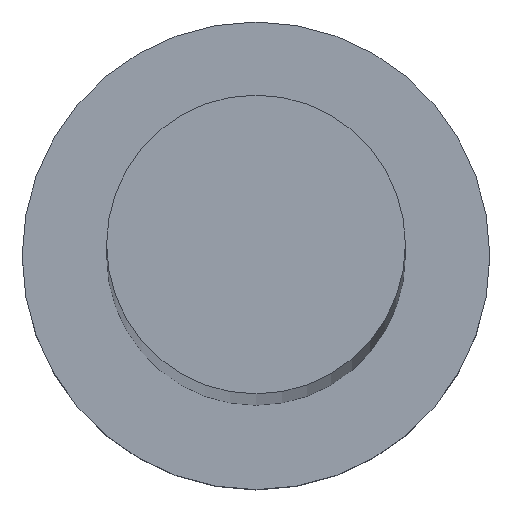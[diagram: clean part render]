
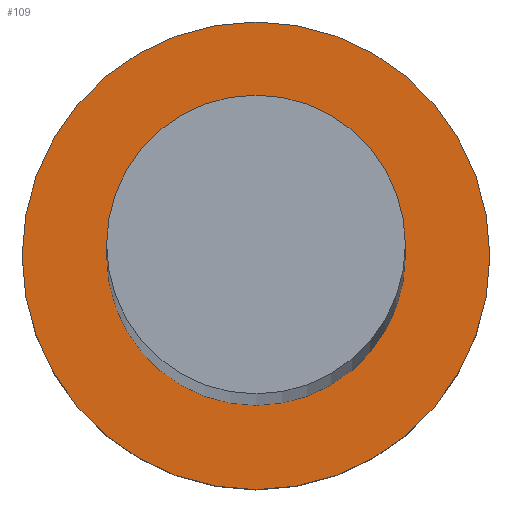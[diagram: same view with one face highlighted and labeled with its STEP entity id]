
A CAD part, top view. The second image highlights one B-rep face of the part: STEP entity #109.
In plain terms, the highlighted planar face has unit normal (0, 0, 1).
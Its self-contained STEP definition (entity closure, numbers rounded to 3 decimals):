
#11 = VERTEX_POINT ( 'NONE', #197 ) ;
#12 = DIRECTION ( 'NONE',  ( 1., 0., 0. ) ) ;
#14 = DIRECTION ( 'NONE',  ( 0., 0., 1. ) ) ;
#17 = CARTESIAN_POINT ( 'NONE',  ( 0., 0., 7. ) ) ;
#25 = CIRCLE ( 'NONE', #83, 5.75 ) ;
#32 = CARTESIAN_POINT ( 'NONE',  ( 5.75, 0., 7. ) ) ;
#35 = CIRCLE ( 'NONE', #137, 9. ) ;
#40 = ORIENTED_EDGE ( 'NONE', *, *, #238, .F. ) ;
#51 = EDGE_CURVE ( 'NONE', #208, #70, #35, .T. ) ;
#60 = FACE_OUTER_BOUND ( 'NONE', #246, .T. ) ;
#63 = CARTESIAN_POINT ( 'NONE',  ( -9., 0., 7. ) ) ;
#64 = AXIS2_PLACEMENT_3D ( 'NONE', #134, #175, #76 ) ;
#70 = VERTEX_POINT ( 'NONE', #63 ) ;
#76 = DIRECTION ( 'NONE',  ( 1., 0., 0. ) ) ;
#83 = AXIS2_PLACEMENT_3D ( 'NONE', #168, #14, #106 ) ;
#90 = DIRECTION ( 'NONE',  ( 0., 0., 1. ) ) ;
#106 = DIRECTION ( 'NONE',  ( 1., 0., 0. ) ) ;
#109 = ADVANCED_FACE ( 'NONE', ( #190, #60 ), #112, .T. ) ;
#112 = PLANE ( 'NONE',  #254 ) ;
#115 = EDGE_CURVE ( 'NONE', #70, #208, #142, .T. ) ;
#117 = CIRCLE ( 'NONE', #64, 5.75 ) ;
#120 = CARTESIAN_POINT ( 'NONE',  ( 0., 0., 7. ) ) ;
#127 = ORIENTED_EDGE ( 'NONE', *, *, #51, .T. ) ;
#134 = CARTESIAN_POINT ( 'NONE',  ( 0., 0., 7. ) ) ;
#137 = AXIS2_PLACEMENT_3D ( 'NONE', #120, #198, #160 ) ;
#142 = CIRCLE ( 'NONE', #166, 9. ) ;
#147 = VERTEX_POINT ( 'NONE', #32 ) ;
#156 = DIRECTION ( 'NONE',  ( 0., 0., 1. ) ) ;
#160 = DIRECTION ( 'NONE',  ( 1., 0., 0. ) ) ;
#162 = EDGE_CURVE ( 'NONE', #11, #147, #117, .T. ) ;
#166 = AXIS2_PLACEMENT_3D ( 'NONE', #17, #156, #12 ) ;
#168 = CARTESIAN_POINT ( 'NONE',  ( 0., 0., 7. ) ) ;
#175 = DIRECTION ( 'NONE',  ( 0., 0., 1. ) ) ;
#176 = ORIENTED_EDGE ( 'NONE', *, *, #115, .T. ) ;
#190 = FACE_BOUND ( 'NONE', #205, .T. ) ;
#197 = CARTESIAN_POINT ( 'NONE',  ( -5.75, 0., 7. ) ) ;
#198 = DIRECTION ( 'NONE',  ( 0., 0., 1. ) ) ;
#205 = EDGE_LOOP ( 'NONE', ( #237, #40 ) ) ;
#208 = VERTEX_POINT ( 'NONE', #234 ) ;
#234 = CARTESIAN_POINT ( 'NONE',  ( 9., 0., 7. ) ) ;
#237 = ORIENTED_EDGE ( 'NONE', *, *, #162, .F. ) ;
#238 = EDGE_CURVE ( 'NONE', #147, #11, #25, .T. ) ;
#246 = EDGE_LOOP ( 'NONE', ( #176, #127 ) ) ;
#249 = DIRECTION ( 'NONE',  ( 1., 0., 0. ) ) ;
#251 = CARTESIAN_POINT ( 'NONE',  ( 0., 0., 7. ) ) ;
#254 = AXIS2_PLACEMENT_3D ( 'NONE', #251, #90, #249 ) ;
